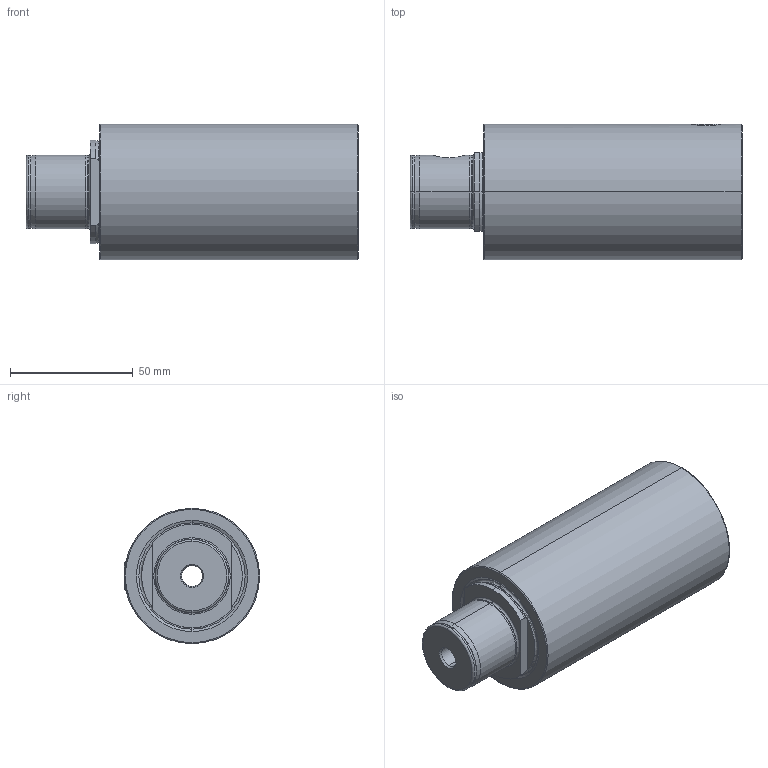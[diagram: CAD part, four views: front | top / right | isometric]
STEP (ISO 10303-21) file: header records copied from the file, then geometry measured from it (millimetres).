
FILE_DESCRIPTION (( 'STEP AP203' ), '1' );
FILE_NAME ('MB5.MB5.K01.105.STEP', '2011-12-23T11:44:18', ( 'baer' ), ( 'Hewlett-Packard Company' ), 'SwSTEP 2.0', 'SolidWorks 2011', '' );
FILE_SCHEMA (( 'CONFIG_CONTROL_DESIGN' ));
Length unit declared in the file: millimetre
Products named in the file (3): MB5-MB5.K01.105_B; MB5-ER1.001.017_A; MB5.MB5.K01.105
Assembly tree (2 placements, depth 2):
  MB5.MB5.K01.105
    MB5-ER1.001.017_A
    MB5-MB5.K01.105_B
Bounding box: 135 x 55 x 55 mm (x, y, z)
Volume: 241048.2 mm3; surface area: 32768.5 mm2
Topology: 2 solids, 2 shells, 117 faces, 275 edges, 165 vertices
Faces by surface type: cone 33, cylinder 30, plane 26, torus 24, bspline 4
Entity records: 4376 total; most frequent: CARTESIAN_POINT 1376, DIRECTION 607, ORIENTED_EDGE 546, EDGE_CURVE 273, AXIS2_PLACEMENT_3D 258, VERTEX_POINT 165, CIRCLE 140, EDGE_LOOP 128
